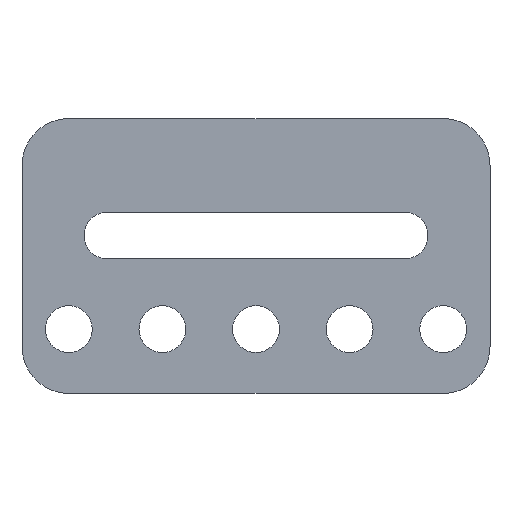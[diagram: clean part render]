
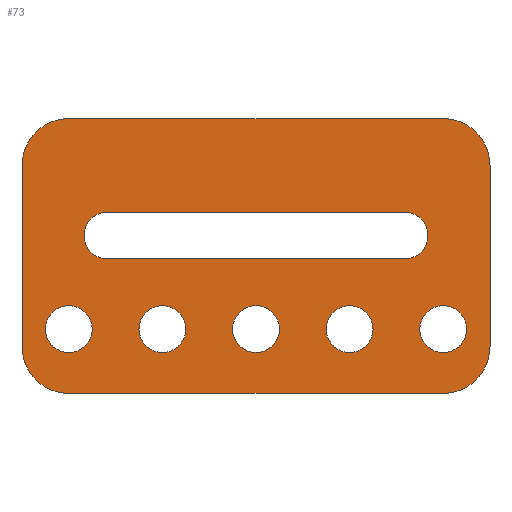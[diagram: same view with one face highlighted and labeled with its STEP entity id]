
A CAD part, front view. The second image highlights one B-rep face of the part: STEP entity #73.
In plain terms, the highlighted planar face has unit normal (0, -1, 0).
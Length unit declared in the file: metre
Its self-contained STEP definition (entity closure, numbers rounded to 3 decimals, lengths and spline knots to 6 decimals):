
#73 = ADVANCED_FACE( 'NONE', ( #152, #153, #154, #155, #156, #157, #158 ), #159, .T. );
#152 = FACE_OUTER_BOUND( '', #233, .T. );
#153 = FACE_BOUND( '', #234, .T. );
#154 = FACE_BOUND( '', #235, .T. );
#155 = FACE_BOUND( '', #236, .T. );
#156 = FACE_BOUND( '', #237, .T. );
#157 = FACE_BOUND( '', #238, .T. );
#158 = FACE_BOUND( '', #239, .T. );
#159 = PLANE( '', #240 );
#233 = EDGE_LOOP( '', ( #381, #382, #383, #384, #385, #386, #387, #388 ) );
#234 = EDGE_LOOP( '', ( #389 ) );
#235 = EDGE_LOOP( '', ( #390 ) );
#236 = EDGE_LOOP( '', ( #391 ) );
#237 = EDGE_LOOP( '', ( #392 ) );
#238 = EDGE_LOOP( '', ( #393 ) );
#239 = EDGE_LOOP( '', ( #394, #395, #396, #397 ) );
#240 = AXIS2_PLACEMENT_3D( '', #398, #399, #400 );
#381 = ORIENTED_EDGE( '', *, *, #450, .T. );
#382 = ORIENTED_EDGE( '', *, *, #467, .T. );
#383 = ORIENTED_EDGE( '', *, *, #440, .T. );
#384 = ORIENTED_EDGE( '', *, *, #461, .T. );
#385 = ORIENTED_EDGE( '', *, *, #480, .F. );
#386 = ORIENTED_EDGE( '', *, *, #437, .T. );
#387 = ORIENTED_EDGE( '', *, *, #469, .F. );
#388 = ORIENTED_EDGE( '', *, *, #478, .T. );
#389 = ORIENTED_EDGE( '', *, *, #481, .F. );
#390 = ORIENTED_EDGE( '', *, *, #482, .T. );
#391 = ORIENTED_EDGE( '', *, *, #422, .T. );
#392 = ORIENTED_EDGE( '', *, *, #463, .T. );
#393 = ORIENTED_EDGE( '', *, *, #453, .T. );
#394 = ORIENTED_EDGE( '', *, *, #446, .F. );
#395 = ORIENTED_EDGE( '', *, *, #433, .F. );
#396 = ORIENTED_EDGE( '', *, *, #457, .F. );
#397 = ORIENTED_EDGE( '', *, *, #428, .F. );
#398 = CARTESIAN_POINT( '', ( 0., 0., 0. ) );
#399 = DIRECTION( '', ( 0., -1., 0. ) );
#400 = DIRECTION( '', ( 0., 0., -1. ) );
#422 = EDGE_CURVE( 'NONE', #487, #487, #488, .T. );
#428 = EDGE_CURVE( 'NONE', #497, #493, #499, .T. );
#433 = EDGE_CURVE( 'NONE', #506, #502, #508, .T. );
#437 = EDGE_CURVE( 'NONE', #515, #513, #516, .T. );
#440 = EDGE_CURVE( 'NONE', #519, #520, #521, .T. );
#446 = EDGE_CURVE( 'NONE', #502, #497, #529, .T. );
#450 = EDGE_CURVE( 'NONE', #536, #534, #537, .T. );
#453 = EDGE_CURVE( 'NONE', #540, #540, #541, .T. );
#457 = EDGE_CURVE( 'NONE', #493, #506, #546, .T. );
#461 = EDGE_CURVE( 'NONE', #520, #550, #552, .T. );
#463 = EDGE_CURVE( 'NONE', #554, #554, #555, .T. );
#467 = EDGE_CURVE( 'NONE', #534, #519, #560, .T. );
#469 = EDGE_CURVE( 'NONE', #562, #513, #563, .T. );
#478 = EDGE_CURVE( 'NONE', #562, #536, #575, .T. );
#480 = EDGE_CURVE( 'NONE', #515, #550, #577, .T. );
#481 = EDGE_CURVE( 'NONE', #578, #578, #579, .T. );
#482 = EDGE_CURVE( 'NONE', #580, #580, #581, .T. );
#487 = VERTEX_POINT( '', #586 );
#488 = CIRCLE( '', #587, 0.002 );
#493 = VERTEX_POINT( 'NONE', #592 );
#497 = VERTEX_POINT( 'NONE', #598 );
#499 = LINE( '', #601, #602 );
#502 = VERTEX_POINT( 'NONE', #605 );
#506 = VERTEX_POINT( 'NONE', #611 );
#508 = LINE( '', #614, #615 );
#513 = VERTEX_POINT( 'NONE', #620 );
#515 = VERTEX_POINT( 'NONE', #623 );
#516 = CIRCLE( '', #624, 0.004 );
#519 = VERTEX_POINT( 'NONE', #628 );
#520 = VERTEX_POINT( 'NONE', #629 );
#521 = LINE( '', #630, #631 );
#529 = CIRCLE( '', #642, 0.002 );
#534 = VERTEX_POINT( 'NONE', #648 );
#536 = VERTEX_POINT( 'NONE', #651 );
#537 = LINE( '', #652, #653 );
#540 = VERTEX_POINT( '', #657 );
#541 = CIRCLE( '', #658, 0.002 );
#546 = CIRCLE( '', #663, 0.002 );
#550 = VERTEX_POINT( 'NONE', #667 );
#552 = CIRCLE( '', #670, 0.004 );
#554 = VERTEX_POINT( '', #672 );
#555 = CIRCLE( '', #673, 0.002 );
#560 = CIRCLE( '', #678, 0.004 );
#562 = VERTEX_POINT( 'NONE', #680 );
#563 = LINE( '', #681, #682 );
#575 = CIRCLE( '', #697, 0.004 );
#577 = LINE( '', #699, #700 );
#578 = VERTEX_POINT( '', #701 );
#579 = CIRCLE( '', #702, 0.002 );
#580 = VERTEX_POINT( '', #703 );
#581 = CIRCLE( '', #704, 0.002 );
#586 = CARTESIAN_POINT( '', ( -0.012, 0., 0.004 ) );
#587 = AXIS2_PLACEMENT_3D( '', #708, #709, #710 );
#592 = CARTESIAN_POINT( '', ( 0.0167, 0., 0.008 ) );
#598 = CARTESIAN_POINT( '', ( -0.0087, 0., 0.008 ) );
#601 = CARTESIAN_POINT( '', ( -0.0087, 0., 0.008 ) );
#602 = VECTOR( '', #717, 1. );
#605 = CARTESIAN_POINT( '', ( -0.0087, 0., 0.012 ) );
#611 = CARTESIAN_POINT( '', ( 0.0167, 0., 0.012 ) );
#614 = CARTESIAN_POINT( '', ( -0.0087, 0., 0.012 ) );
#615 = VECTOR( '', #721, 1. );
#620 = CARTESIAN_POINT( '', ( -0.012, 0., -0.0035 ) );
#623 = CARTESIAN_POINT( '', ( -0.016, 0., 0.0005 ) );
#624 = AXIS2_PLACEMENT_3D( '', #726, #727, #728 );
#628 = CARTESIAN_POINT( '', ( 0.02, 0., 0.02 ) );
#629 = CARTESIAN_POINT( '', ( -0.012, 0., 0.02 ) );
#630 = CARTESIAN_POINT( '', ( -0.016, 0., 0.02 ) );
#631 = VECTOR( '', #730, 1. );
#642 = AXIS2_PLACEMENT_3D( '', #737, #738, #739 );
#648 = CARTESIAN_POINT( '', ( 0.024, 0., 0.016 ) );
#651 = CARTESIAN_POINT( '', ( 0.024, 0., 0.0005 ) );
#652 = CARTESIAN_POINT( '', ( 0.024, 0., 0.006 ) );
#653 = VECTOR( '', #742, 1. );
#657 = CARTESIAN_POINT( '', ( 0.012, 0., 0.004 ) );
#658 = AXIS2_PLACEMENT_3D( '', #744, #745, #746 );
#663 = AXIS2_PLACEMENT_3D( '', #753, #754, #755 );
#667 = CARTESIAN_POINT( '', ( -0.016, 0., 0.016 ) );
#670 = AXIS2_PLACEMENT_3D( '', #760, #761, #762 );
#672 = CARTESIAN_POINT( '', ( -0.004, 0., 0.004 ) );
#673 = AXIS2_PLACEMENT_3D( '', #763, #764, #765 );
#678 = AXIS2_PLACEMENT_3D( '', #772, #773, #774 );
#680 = CARTESIAN_POINT( '', ( 0.02, 0., -0.0035 ) );
#681 = CARTESIAN_POINT( '', ( -0.016, 0., -0.0035 ) );
#682 = VECTOR( '', #775, 1. );
#697 = AXIS2_PLACEMENT_3D( '', #788, #789, #790 );
#699 = CARTESIAN_POINT( '', ( -0.016, 0., -0.006 ) );
#700 = VECTOR( '', #791, 1. );
#701 = CARTESIAN_POINT( '', ( 0.02, 0., 0. ) );
#702 = AXIS2_PLACEMENT_3D( '', #792, #793, #794 );
#703 = CARTESIAN_POINT( '', ( 0.004, 0., 0.004 ) );
#704 = AXIS2_PLACEMENT_3D( '', #795, #796, #797 );
#708 = CARTESIAN_POINT( '', ( -0.012, 0., 0.002 ) );
#709 = DIRECTION( '', ( 0., 1., 0. ) );
#710 = DIRECTION( '', ( 0., 0., 1. ) );
#717 = DIRECTION( '', ( 1., 0., 0. ) );
#721 = DIRECTION( '', ( -1., 0., 0. ) );
#726 = CARTESIAN_POINT( '', ( -0.012, 0., 0.0005 ) );
#727 = DIRECTION( '', ( 0., -1., 0. ) );
#728 = DIRECTION( '', ( 0., 0., -1. ) );
#730 = DIRECTION( '', ( -1., 0., 0. ) );
#737 = CARTESIAN_POINT( '', ( -0.0087, 0., 0.01 ) );
#738 = DIRECTION( '', ( 0., -1., 0. ) );
#739 = DIRECTION( '', ( 0., 0., -1. ) );
#742 = DIRECTION( '', ( 0., 0., 1. ) );
#744 = CARTESIAN_POINT( '', ( 0.012, 0., 0.002 ) );
#745 = DIRECTION( '', ( 0., 1., 0. ) );
#746 = DIRECTION( '', ( 0., 0., 1. ) );
#753 = CARTESIAN_POINT( '', ( 0.0167, 0., 0.01 ) );
#754 = DIRECTION( '', ( 0., -1., 0. ) );
#755 = DIRECTION( '', ( 0., 0., -1. ) );
#760 = CARTESIAN_POINT( '', ( -0.012, 0., 0.016 ) );
#761 = DIRECTION( '', ( 0., -1., 0. ) );
#762 = DIRECTION( '', ( 0., 0., -1. ) );
#763 = CARTESIAN_POINT( '', ( -0.004, 0., 0.002 ) );
#764 = DIRECTION( '', ( 0., 1., 0. ) );
#765 = DIRECTION( '', ( 0., 0., 1. ) );
#772 = CARTESIAN_POINT( '', ( 0.02, 0., 0.016 ) );
#773 = DIRECTION( '', ( 0., -1., 0. ) );
#774 = DIRECTION( '', ( 0., 0., -1. ) );
#775 = DIRECTION( '', ( -1., 0., 0. ) );
#788 = CARTESIAN_POINT( '', ( 0.02, 0., 0.0005 ) );
#789 = DIRECTION( '', ( 0., -1., 0. ) );
#790 = DIRECTION( '', ( 0., 0., -1. ) );
#791 = DIRECTION( '', ( 0., 0., 1. ) );
#792 = CARTESIAN_POINT( '', ( 0.02, 0., 0.002 ) );
#793 = DIRECTION( '', ( 0., -1., 0. ) );
#794 = DIRECTION( '', ( 0., 0., -1. ) );
#795 = CARTESIAN_POINT( '', ( 0.004, 0., 0.002 ) );
#796 = DIRECTION( '', ( 0., 1., 0. ) );
#797 = DIRECTION( '', ( 0., 0., 1. ) );
